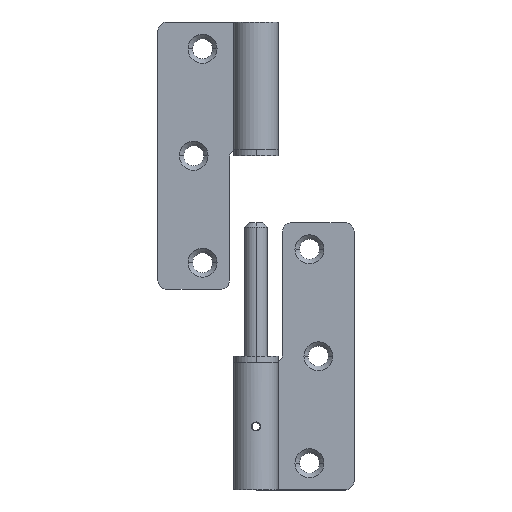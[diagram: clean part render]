
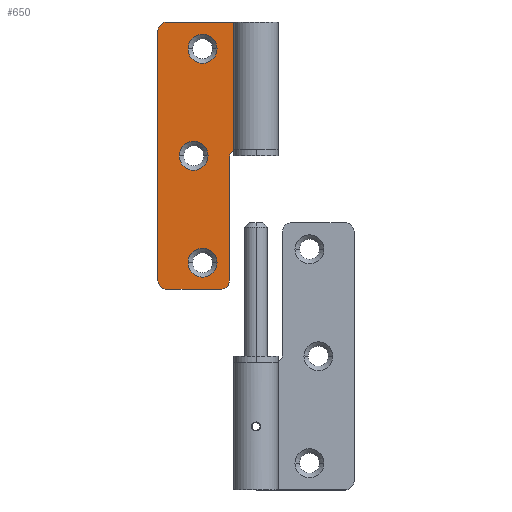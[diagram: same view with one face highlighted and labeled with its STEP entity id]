
A CAD part, top view. The second image highlights one B-rep face of the part: STEP entity #650.
In plain terms, the highlighted planar face has unit normal (0, 0, 1).
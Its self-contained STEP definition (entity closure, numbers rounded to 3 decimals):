
#20 = AXIS2_PLACEMENT_3D ( 'NONE', #1084, #703, #337 ) ;
#58 = AXIS2_PLACEMENT_3D ( 'NONE', #242, #3461, #3098 ) ;
#65 = CARTESIAN_POINT ( 'NONE',  ( 8., 30., -3.5 ) ) ;
#89 = FACE_BOUND ( 'NONE', #3273, .T. ) ;
#110 = EDGE_CURVE ( 'NONE', #946, #3278, #2379, .T. ) ;
#151 = DIRECTION ( 'NONE',  ( 0., -1., 0. ) ) ;
#160 = PLANE ( 'NONE',  #570 ) ;
#209 = VERTEX_POINT ( 'NONE', #3572 ) ;
#242 = CARTESIAN_POINT ( 'NONE',  ( 12., 24., -3.5 ) ) ;
#292 = ORIENTED_EDGE ( 'NONE', *, *, #3094, .T. ) ;
#298 = EDGE_CURVE ( 'NONE', #2879, #3109, #1556, .T. ) ;
#299 = CARTESIAN_POINT ( 'NONE',  ( 6., 28., -3.5 ) ) ;
#316 = VERTEX_POINT ( 'NONE', #2035 ) ;
#337 = DIRECTION ( 'NONE',  ( -1., 0., 0. ) ) ;
#352 = ORIENTED_EDGE ( 'NONE', *, *, #1463, .T. ) ;
#359 = ORIENTED_EDGE ( 'NONE', *, *, #110, .T. ) ;
#365 = LINE ( 'NONE', #3582, #1465 ) ;
#378 = DIRECTION ( 'NONE',  ( -1., 0., 0. ) ) ;
#401 = ORIENTED_EDGE ( 'NONE', *, *, #2313, .F. ) ;
#504 = FACE_OUTER_BOUND ( 'NONE', #2634, .T. ) ;
#510 = CARTESIAN_POINT ( 'NONE',  ( 22., 30., -3.5 ) ) ;
#514 = CARTESIAN_POINT ( 'NONE',  ( 8.75, -24., -3.5 ) ) ;
#570 = AXIS2_PLACEMENT_3D ( 'NONE', #3374, #3018, #2653 ) ;
#634 = DIRECTION ( 'NONE',  ( 1., 0., 0. ) ) ;
#650 = ADVANCED_FACE ( 'NONE', ( #1056, #1052, #89, #504 ), #160, .F. ) ;
#703 = DIRECTION ( 'NONE',  ( 0., 0., 1. ) ) ;
#731 = DIRECTION ( 'NONE',  ( 1., 0., 0. ) ) ;
#737 = CIRCLE ( 'NONE', #1175, 2. ) ;
#743 = DIRECTION ( 'NONE',  ( 0., 0., 1. ) ) ;
#750 = CARTESIAN_POINT ( 'NONE',  ( 12., -24., -3.5 ) ) ;
#830 = CARTESIAN_POINT ( 'NONE',  ( 15.25, 24., -3.5 ) ) ;
#836 = DIRECTION ( 'NONE',  ( 1., 0., 0. ) ) ;
#846 = VERTEX_POINT ( 'NONE', #3311 ) ;
#865 = CARTESIAN_POINT ( 'NONE',  ( 0., -1.5, -3.5 ) ) ;
#880 = LINE ( 'NONE', #510, #3084 ) ;
#901 = ORIENTED_EDGE ( 'NONE', *, *, #1753, .F. ) ;
#946 = VERTEX_POINT ( 'NONE', #865 ) ;
#967 = ORIENTED_EDGE ( 'NONE', *, *, #2048, .F. ) ;
#1013 = DIRECTION ( 'NONE',  ( 0., 0., 1. ) ) ;
#1051 = CIRCLE ( 'NONE', #3500, 3.25 ) ;
#1052 = FACE_BOUND ( 'NONE', #1168, .T. ) ;
#1056 = FACE_BOUND ( 'NONE', #2728, .T. ) ;
#1065 = VERTEX_POINT ( 'NONE', #2096 ) ;
#1076 = AXIS2_PLACEMENT_3D ( 'NONE', #3301, #2946, #2571 ) ;
#1084 = CARTESIAN_POINT ( 'NONE',  ( 20., 28., -3.5 ) ) ;
#1102 = VECTOR ( 'NONE', #2416, 1000. ) ;
#1111 = CARTESIAN_POINT ( 'NONE',  ( 22., -30., -3.5 ) ) ;
#1118 = EDGE_CURVE ( 'NONE', #2247, #2807, #1290, .T. ) ;
#1126 = CARTESIAN_POINT ( 'NONE',  ( 20., -28., -3.5 ) ) ;
#1132 = VERTEX_POINT ( 'NONE', #514 ) ;
#1146 = VERTEX_POINT ( 'NONE', #65 ) ;
#1147 = CARTESIAN_POINT ( 'NONE',  ( 12., -24., -3.5 ) ) ;
#1158 = VECTOR ( 'NONE', #2689, 1000. ) ;
#1168 = EDGE_LOOP ( 'NONE', ( #1655, #1352 ) ) ;
#1172 = ORIENTED_EDGE ( 'NONE', *, *, #2093, .T. ) ;
#1175 = AXIS2_PLACEMENT_3D ( 'NONE', #3387, #3031, #2667 ) ;
#1225 = DIRECTION ( 'NONE',  ( 0., 0., 1. ) ) ;
#1236 = CARTESIAN_POINT ( 'NONE',  ( 4., -1.5, -3.5 ) ) ;
#1250 = EDGE_CURVE ( 'NONE', #1146, #1286, #3139, .T. ) ;
#1286 = VERTEX_POINT ( 'NONE', #3417 ) ;
#1290 = CIRCLE ( 'NONE', #58, 3.25 ) ;
#1332 = CIRCLE ( 'NONE', #20, 2. ) ;
#1352 = ORIENTED_EDGE ( 'NONE', *, *, #1118, .F. ) ;
#1391 = CARTESIAN_POINT ( 'NONE',  ( 14., 0., -3.5 ) ) ;
#1463 = EDGE_CURVE ( 'NONE', #316, #3555, #3485, .T. ) ;
#1465 = VECTOR ( 'NONE', #3224, 1000. ) ;
#1486 = CARTESIAN_POINT ( 'NONE',  ( 8.75, 24., -3.5 ) ) ;
#1556 = CIRCLE ( 'NONE', #3304, 3.25 ) ;
#1598 = AXIS2_PLACEMENT_3D ( 'NONE', #3075, #2715, #2346 ) ;
#1600 = CIRCLE ( 'NONE', #2372, 3.25 ) ;
#1602 = CARTESIAN_POINT ( 'NONE',  ( 12., 24., -3.5 ) ) ;
#1617 = ORIENTED_EDGE ( 'NONE', *, *, #1781, .F. ) ;
#1646 = VECTOR ( 'NONE', #731, 1000. ) ;
#1655 = ORIENTED_EDGE ( 'NONE', *, *, #1793, .F. ) ;
#1657 = DIRECTION ( 'NONE',  ( 0., -1., 0. ) ) ;
#1753 = EDGE_CURVE ( 'NONE', #316, #1892, #365, .T. ) ;
#1781 = EDGE_CURVE ( 'NONE', #946, #3555, #3413, .T. ) ;
#1793 = EDGE_CURVE ( 'NONE', #2807, #2247, #1865, .T. ) ;
#1865 = CIRCLE ( 'NONE', #2819, 3.25 ) ;
#1892 = VERTEX_POINT ( 'NONE', #299 ) ;
#2017 = CARTESIAN_POINT ( 'NONE',  ( 0., 30., -3.5 ) ) ;
#2035 = CARTESIAN_POINT ( 'NONE',  ( 6., 0.5, -3.5 ) ) ;
#2048 = EDGE_CURVE ( 'NONE', #1065, #2707, #880, .T. ) ;
#2079 = ORIENTED_EDGE ( 'NONE', *, *, #3122, .F. ) ;
#2093 = EDGE_CURVE ( 'NONE', #1146, #1892, #737, .T. ) ;
#2096 = CARTESIAN_POINT ( 'NONE',  ( 22., 28., -3.5 ) ) ;
#2105 = ORIENTED_EDGE ( 'NONE', *, *, #1250, .F. ) ;
#2213 = LINE ( 'NONE', #1111, #1646 ) ;
#2224 = EDGE_CURVE ( 'NONE', #3109, #2879, #3504, .T. ) ;
#2247 = VERTEX_POINT ( 'NONE', #1486 ) ;
#2251 = EDGE_CURVE ( 'NONE', #3278, #846, #2213, .T. ) ;
#2291 = CARTESIAN_POINT ( 'NONE',  ( 10.75, 0., -3.5 ) ) ;
#2304 = VECTOR ( 'NONE', #1657, 1000. ) ;
#2313 = EDGE_CURVE ( 'NONE', #1132, #209, #1600, .T. ) ;
#2346 = DIRECTION ( 'NONE',  ( -1., 0., 0. ) ) ;
#2372 = AXIS2_PLACEMENT_3D ( 'NONE', #750, #2881, #2511 ) ;
#2379 = LINE ( 'NONE', #2017, #2304 ) ;
#2408 = CARTESIAN_POINT ( 'NONE',  ( 22., -28., -3.5 ) ) ;
#2416 = DIRECTION ( 'NONE',  ( 1., 0., 0. ) ) ;
#2425 = CARTESIAN_POINT ( 'NONE',  ( 17.25, 0., -3.5 ) ) ;
#2433 = CIRCLE ( 'NONE', #2863, 2. ) ;
#2504 = ORIENTED_EDGE ( 'NONE', *, *, #298, .F. ) ;
#2511 = DIRECTION ( 'NONE',  ( 1., 0., 0. ) ) ;
#2571 = DIRECTION ( 'NONE',  ( 1., 0., 0. ) ) ;
#2634 = EDGE_LOOP ( 'NONE', ( #2105, #1172, #901, #352, #1617, #359, #2654, #292, #967, #3027 ) ) ;
#2653 = DIRECTION ( 'NONE',  ( -1., 0., 0. ) ) ;
#2654 = ORIENTED_EDGE ( 'NONE', *, *, #2251, .T. ) ;
#2656 = CARTESIAN_POINT ( 'NONE',  ( 0., -30., -3.5 ) ) ;
#2667 = DIRECTION ( 'NONE',  ( -1., 0., 0. ) ) ;
#2689 = DIRECTION ( 'NONE',  ( 1., 0., 0. ) ) ;
#2707 = VERTEX_POINT ( 'NONE', #2408 ) ;
#2715 = DIRECTION ( 'NONE',  ( 0., 0., -1. ) ) ;
#2728 = EDGE_LOOP ( 'NONE', ( #3129, #2504 ) ) ;
#2780 = CARTESIAN_POINT ( 'NONE',  ( 22., 30., -3.5 ) ) ;
#2807 = VERTEX_POINT ( 'NONE', #830 ) ;
#2819 = AXIS2_PLACEMENT_3D ( 'NONE', #1602, #1225, #836 ) ;
#2856 = EDGE_CURVE ( 'NONE', #1065, #1286, #1332, .T. ) ;
#2863 = AXIS2_PLACEMENT_3D ( 'NONE', #1126, #743, #378 ) ;
#2879 = VERTEX_POINT ( 'NONE', #2291 ) ;
#2881 = DIRECTION ( 'NONE',  ( 0., 0., 1. ) ) ;
#2897 = DIRECTION ( 'NONE',  ( 1., 0., 0. ) ) ;
#2946 = DIRECTION ( 'NONE',  ( 0., 0., 1. ) ) ;
#3018 = DIRECTION ( 'NONE',  ( 0., 0., -1. ) ) ;
#3027 = ORIENTED_EDGE ( 'NONE', *, *, #2856, .T. ) ;
#3031 = DIRECTION ( 'NONE',  ( 0., 0., 1. ) ) ;
#3052 = CARTESIAN_POINT ( 'NONE',  ( 0., -1.5, -3.5 ) ) ;
#3075 = CARTESIAN_POINT ( 'NONE',  ( 4., 0.5, -3.5 ) ) ;
#3084 = VECTOR ( 'NONE', #151, 1000. ) ;
#3094 = EDGE_CURVE ( 'NONE', #846, #2707, #2433, .T. ) ;
#3098 = DIRECTION ( 'NONE',  ( 1., 0., 0. ) ) ;
#3109 = VERTEX_POINT ( 'NONE', #2425 ) ;
#3122 = EDGE_CURVE ( 'NONE', #209, #1132, #1051, .T. ) ;
#3129 = ORIENTED_EDGE ( 'NONE', *, *, #2224, .F. ) ;
#3139 = LINE ( 'NONE', #2780, #1102 ) ;
#3224 = DIRECTION ( 'NONE',  ( 0., 1., 0. ) ) ;
#3256 = DIRECTION ( 'NONE',  ( 0., 0., 1. ) ) ;
#3273 = EDGE_LOOP ( 'NONE', ( #2079, #401 ) ) ;
#3278 = VERTEX_POINT ( 'NONE', #2656 ) ;
#3301 = CARTESIAN_POINT ( 'NONE',  ( 14., 0., -3.5 ) ) ;
#3304 = AXIS2_PLACEMENT_3D ( 'NONE', #1391, #1013, #634 ) ;
#3311 = CARTESIAN_POINT ( 'NONE',  ( 20., -30., -3.5 ) ) ;
#3374 = CARTESIAN_POINT ( 'NONE',  ( 22., 30., -3.5 ) ) ;
#3387 = CARTESIAN_POINT ( 'NONE',  ( 8., 28., -3.5 ) ) ;
#3413 = LINE ( 'NONE', #3052, #1158 ) ;
#3417 = CARTESIAN_POINT ( 'NONE',  ( 20., 30., -3.5 ) ) ;
#3461 = DIRECTION ( 'NONE',  ( 0., 0., 1. ) ) ;
#3485 = CIRCLE ( 'NONE', #1598, 2. ) ;
#3500 = AXIS2_PLACEMENT_3D ( 'NONE', #1147, #3256, #2897 ) ;
#3504 = CIRCLE ( 'NONE', #1076, 3.25 ) ;
#3555 = VERTEX_POINT ( 'NONE', #1236 ) ;
#3572 = CARTESIAN_POINT ( 'NONE',  ( 15.25, -24., -3.5 ) ) ;
#3582 = CARTESIAN_POINT ( 'NONE',  ( 6., -1.5, -3.5 ) ) ;
